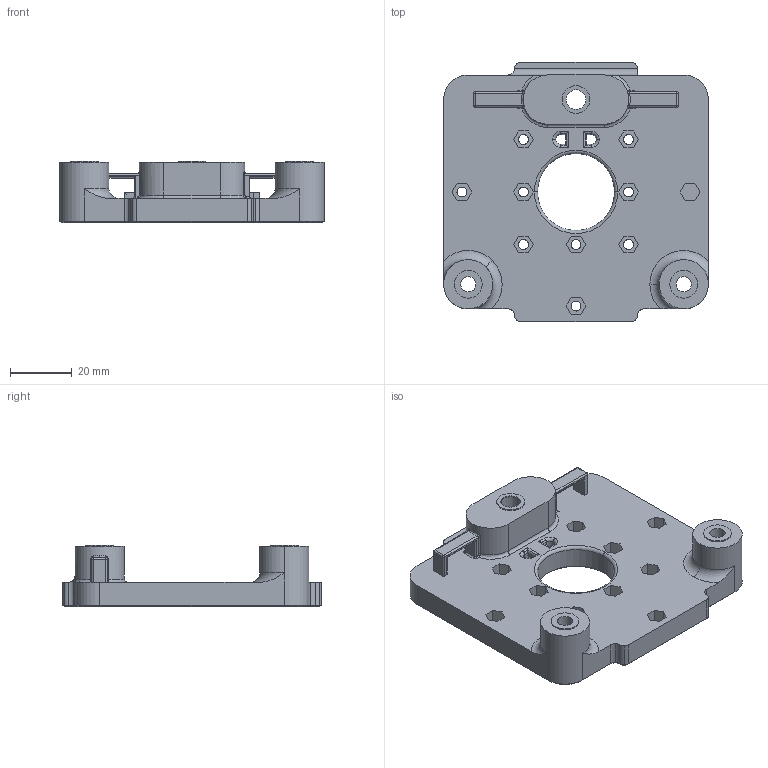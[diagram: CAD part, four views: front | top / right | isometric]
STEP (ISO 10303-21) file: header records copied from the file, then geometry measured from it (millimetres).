
FILE_DESCRIPTION (( 'STEP AP214' ), '1' );
FILE_NAME ('2040 slider carriage top.STEP', '2021-03-12T15:32:37', ( '' ), ( '' ), 'SwSTEP 2.0', 'SolidWorks 2019', '' );
FILE_SCHEMA (( 'AUTOMOTIVE_DESIGN' ));
Length unit declared in the file: millimetre
Products named in the file (1): 2040 slider carriage top
Bounding box: 86 x 84.14 x 20 mm (x, y, z)
Volume: 56320.1 mm3; surface area: 20928.8 mm2
Topology: 1 solids, 1 shells, 310 faces, 783 edges, 486 vertices
Faces by surface type: plane 145, cylinder 114, torus 20, cone 19, bspline 8, sphere 4
Entity records: 9693 total; most frequent: CARTESIAN_POINT 2103, DIRECTION 1594, ORIENTED_EDGE 1558, EDGE_CURVE 779, AXIS2_PLACEMENT_3D 551, LINE 492, VECTOR 492, VERTEX_POINT 486
